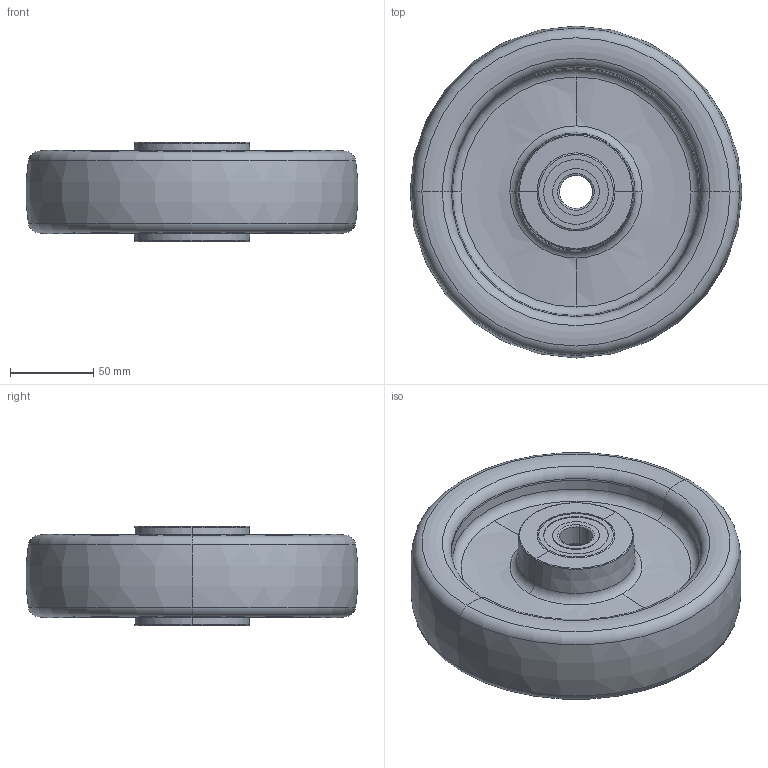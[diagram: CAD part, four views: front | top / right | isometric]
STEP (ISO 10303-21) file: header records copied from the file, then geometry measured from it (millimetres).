
FILE_DESCRIPTION (( 'STEP AP214' ), '1' );
FILE_NAME ('0015455.step', '2023-01-17T12:42:13', ( '' ), ( '' ), 'SwSTEP 2.0', 'SolidWorks 2020', '' );
FILE_SCHEMA (( 'AUTOMOTIVE_DESIGN' ));
Length unit declared in the file: millimetre
Products named in the file (1): 0015455
Bounding box: 199.64 x 199.64 x 60.1 mm (x, y, z)
Surface area: 120807.7 mm2 (no closed solid volume)
Topology: 0 solids, 10 shells, 86 faces, 200 edges, 124 vertices
Faces by surface type: torus 42, cone 16, cylinder 14, plane 10, bspline 4
Entity records: 3512 total; most frequent: DIRECTION 528, CARTESIAN_POINT 483, ORIENTED_EDGE 360, AXIS2_PLACEMENT_3D 249, EDGE_CURVE 200, CIRCLE 166, VERTEX_POINT 124, EDGE_LOOP 96
